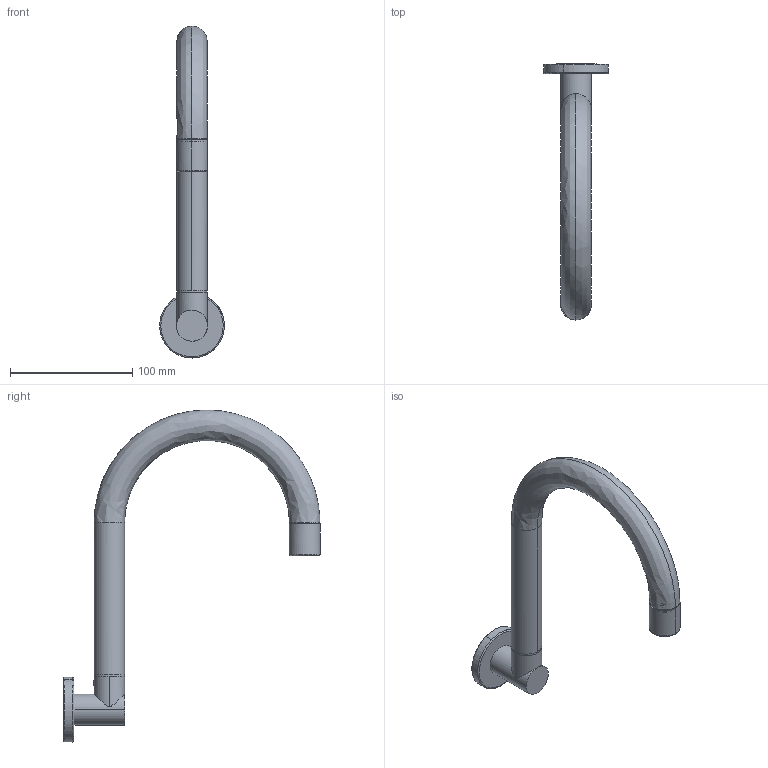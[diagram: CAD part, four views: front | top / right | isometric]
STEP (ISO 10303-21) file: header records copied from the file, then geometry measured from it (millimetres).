
FILE_DESCRIPTION(/* description */ (''),/* implementation_level */ '2;1');
FILE_NAME(/* name */ 'STEP - 9505447',/* time_stamp */ '2025-05-16T15:50:59+10:00',/* author */ (''),/* organization */ (''),/* preprocessor_version */ 'ST-DEVELOPER v16.5',/* originating_system */ 'Rhino 7.37',/* authorisation */ '');
FILE_SCHEMA (('AUTOMOTIVE_DESIGN'));
Length unit declared in the file: millimetre
Products named in the file (13): Document; 26146; 0082; Block 02; 0133; 0117; da7L aerator; M4; ORING19-2.4; WASHER 21-14-1.8; 0117-1; ORING31-3.5; 8745-15
Assembly tree (13 placements, depth 4):
  Document
    26146
      0082
        Block 02
      0133
      0117
      da7L aerator
      M4
      ORING19-2.4  x2
      WASHER 21-14-1.8
      0117-1
      ORING31-3.5
      8745-15
Bounding box: 52.95 x 209.85 x 271.89 mm (x, y, z)
Volume: 70490.4 mm3; surface area: 87650.7 mm2
Topology: 10 solids, 12 shells, 288 faces, 685 edges, 434 vertices
Faces by surface type: cylinder 164, bspline 69, plane 55
Entity records: 18328 total; most frequent: CARTESIAN_POINT 13633, ORIENTED_EDGE 1339, EDGE_CURVE 674, VERTEX_POINT 430, EDGE_LOOP 320, DIRECTION 291, ADVANCED_FACE 284, FACE_OUTER_BOUND 284
